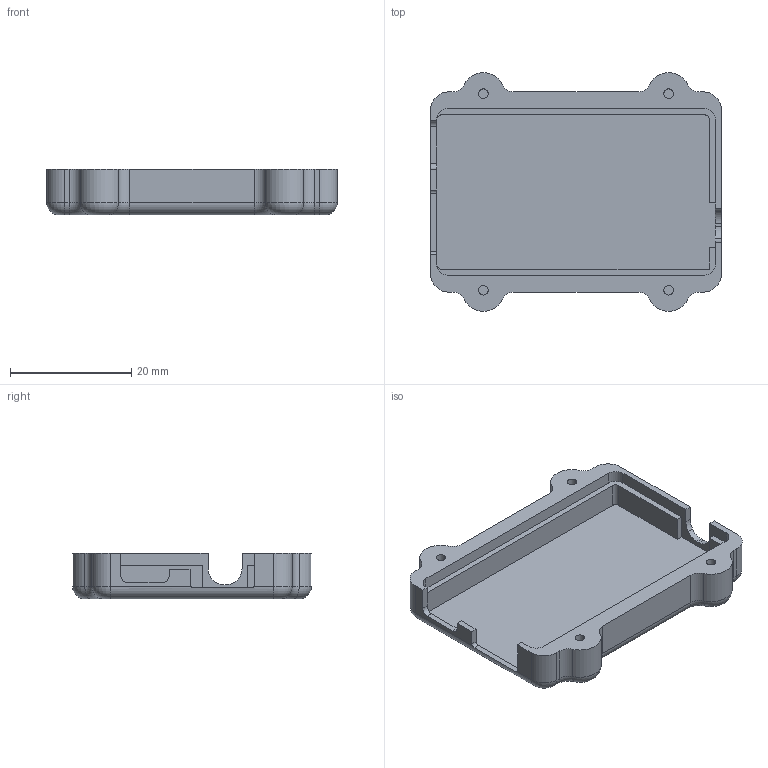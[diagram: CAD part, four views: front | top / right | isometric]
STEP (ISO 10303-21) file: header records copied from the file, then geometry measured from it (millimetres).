
FILE_DESCRIPTION (( 'STEP AP214' ), '1' );
FILE_NAME ('Reach_case_top_Rev_D.STEP', '2016-04-08T10:50:07', ( 'Lex' ), ( '' ), 'SwSTEP 2.0', 'SolidWorks 2016', '' );
FILE_SCHEMA (( 'AUTOMOTIVE_DESIGN' ));
Length unit declared in the file: millimetre
Products named in the file (1): Reach_case_top_Rev_D
Bounding box: 47.9 x 39.34 x 7.5 mm (x, y, z)
Volume: 4903.7 mm3; surface area: 5133.9 mm2
Topology: 1 solids, 1 shells, 102 faces, 264 edges, 168 vertices
Faces by surface type: cylinder 47, plane 39, torus 16
Entity records: 3170 total; most frequent: DIRECTION 586, CARTESIAN_POINT 541, ORIENTED_EDGE 528, EDGE_CURVE 264, AXIS2_PLACEMENT_3D 221, VERTEX_POINT 168, LINE 144, VECTOR 144
